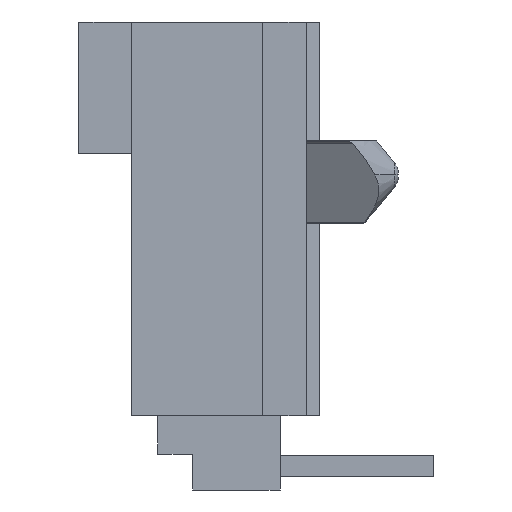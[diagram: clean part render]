
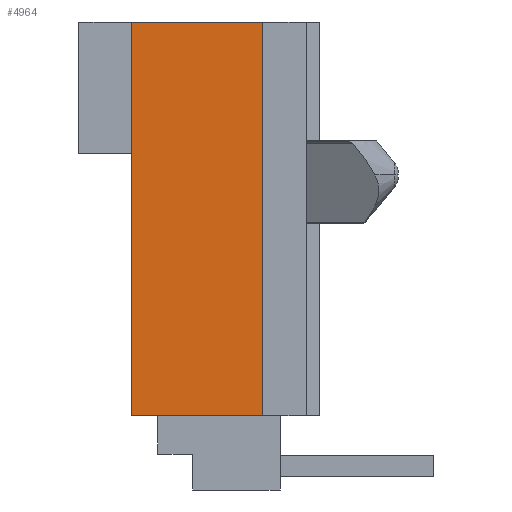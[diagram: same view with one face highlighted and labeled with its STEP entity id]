
A CAD part, left-side view. The second image highlights one B-rep face of the part: STEP entity #4964.
In plain terms, the highlighted planar face has unit normal (-1, 0, 0).
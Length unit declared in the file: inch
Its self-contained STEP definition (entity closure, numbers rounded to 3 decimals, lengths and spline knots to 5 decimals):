
#468 = EDGE_CURVE ( 'NONE', #673, #5148, #5221, .T. ) ;
#491 = EDGE_CURVE ( 'NONE', #5148, #1842, #5074, .T. ) ;
#622 = LINE ( 'NONE', #1987, #2526 ) ;
#673 = VERTEX_POINT ( 'NONE', #3096 ) ;
#767 = CARTESIAN_POINT ( 'NONE',  ( -0.25, -0.05, -0.225 ) ) ;
#883 = ORIENTED_EDGE ( 'NONE', *, *, #2429, .F. ) ;
#1090 = LINE ( 'NONE', #3946, #1245 ) ;
#1245 = VECTOR ( 'NONE', #4448, 39.37008 ) ;
#1569 = DIRECTION ( 'NONE',  ( 0., 0., 1. ) ) ;
#1842 = VERTEX_POINT ( 'NONE', #4954 ) ;
#1867 = VERTEX_POINT ( 'NONE', #4019 ) ;
#1987 = CARTESIAN_POINT ( 'NONE',  ( -0.25, 0.1, -0.225 ) ) ;
#1991 = CARTESIAN_POINT ( 'NONE',  ( -0.25, -0.05, -0.225 ) ) ;
#2332 = VECTOR ( 'NONE', #6446, 39.37008 ) ;
#2429 = EDGE_CURVE ( 'NONE', #1867, #1842, #1090, .T. ) ;
#2526 = VECTOR ( 'NONE', #1569, 39.37008 ) ;
#2540 = EDGE_CURVE ( 'NONE', #673, #1867, #622, .T. ) ;
#2925 = DIRECTION ( 'NONE',  ( 0., 0., 1. ) ) ;
#3096 = CARTESIAN_POINT ( 'NONE',  ( -0.25, 0.1, -0.225 ) ) ;
#3223 = DIRECTION ( 'NONE',  ( 0., 0., 1. ) ) ;
#3244 = CARTESIAN_POINT ( 'NONE',  ( -0.25, 0.1, -0.225 ) ) ;
#3456 = ORIENTED_EDGE ( 'NONE', *, *, #2540, .F. ) ;
#3824 = ORIENTED_EDGE ( 'NONE', *, *, #468, .T. ) ;
#3946 = CARTESIAN_POINT ( 'NONE',  ( -0.25, 0., 0.225 ) ) ;
#4019 = CARTESIAN_POINT ( 'NONE',  ( -0.25, 0.1, 0.225 ) ) ;
#4448 = DIRECTION ( 'NONE',  ( 0., -1., 0. ) ) ;
#4606 = EDGE_LOOP ( 'NONE', ( #3456, #3824, #6415, #883 ) ) ;
#4694 = DIRECTION ( 'NONE',  ( -1., 0., 0. ) ) ;
#4849 = FACE_OUTER_BOUND ( 'NONE', #4606, .T. ) ;
#4954 = CARTESIAN_POINT ( 'NONE',  ( -0.25, -0.05, 0.225 ) ) ;
#4964 = ADVANCED_FACE ( 'NONE', ( #4849 ), #6217, .T. ) ;
#5074 = LINE ( 'NONE', #1991, #6264 ) ;
#5148 = VERTEX_POINT ( 'NONE', #767 ) ;
#5221 = LINE ( 'NONE', #5511, #2332 ) ;
#5511 = CARTESIAN_POINT ( 'NONE',  ( -0.25, 0.1, -0.225 ) ) ;
#6064 = AXIS2_PLACEMENT_3D ( 'NONE', #3244, #4694, #3223 ) ;
#6217 = PLANE ( 'NONE',  #6064 ) ;
#6264 = VECTOR ( 'NONE', #2925, 39.37008 ) ;
#6415 = ORIENTED_EDGE ( 'NONE', *, *, #491, .T. ) ;
#6446 = DIRECTION ( 'NONE',  ( 0., -1., 0. ) ) ;
